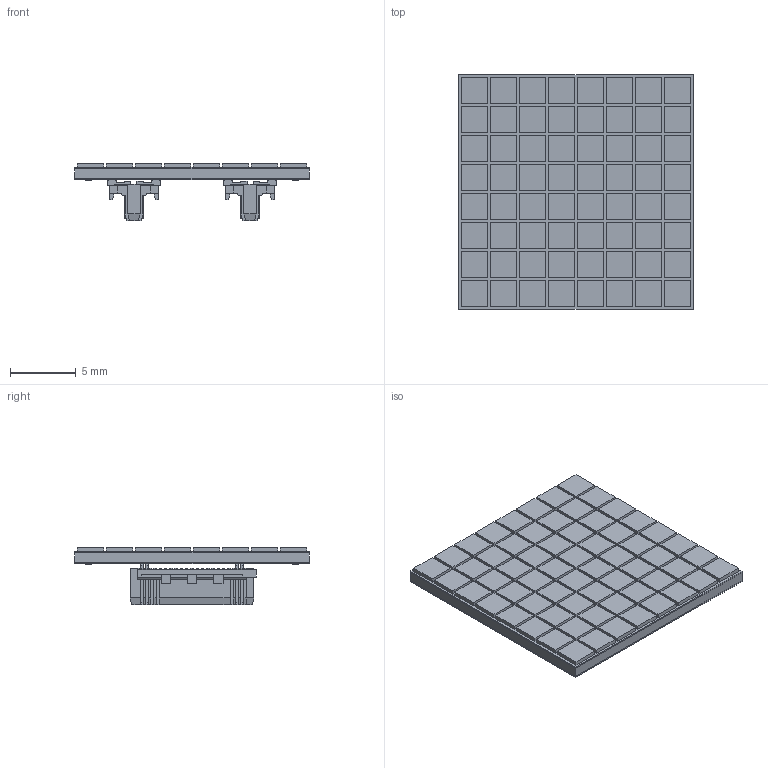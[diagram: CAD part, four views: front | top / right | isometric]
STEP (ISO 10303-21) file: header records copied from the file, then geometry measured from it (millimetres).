
FILE_DESCRIPTION(/* description */ (''),/* implementation_level */ '2;1');
FILE_NAME(/* name */ 'HAMAMATSU_S12893-0808PB-50.stp',/* time_stamp */ '2015-05-21T08:55:46+02:00',/* author */ ('admchouv'),/* organization */ (''),/* preprocessor_version */ 'ST-DEVELOPER v15.5',/* originating_system */ 'AutoCAD Mechanical',/* authorisation */ ', , ');
FILE_SCHEMA (('AUTOMOTIVE_DESIGN { 1 0 10303 214 3 1 1 }'));
Length unit declared in the file: millimetre
Products named in the file (1): Product
Bounding box: 17.8 x 17.8 x 4.33 mm (x, y, z)
Volume: 464.1 mm3; surface area: 3113.1 mm2
Topology: 170 solids, 170 shells, 1532 faces, 3522 edges, 2338 vertices
Faces by surface type: plane 1386, cylinder 134, sphere 12
Entity records: 42525 total; most frequent: CARTESIAN_POINT 7531, ORIENTED_EDGE 7032, DIRECTION 6826, EDGE_CURVE 3516, LINE 3224, VECTOR 3224, VERTEX_POINT 2332, AXIS2_PLACEMENT_3D 1801
